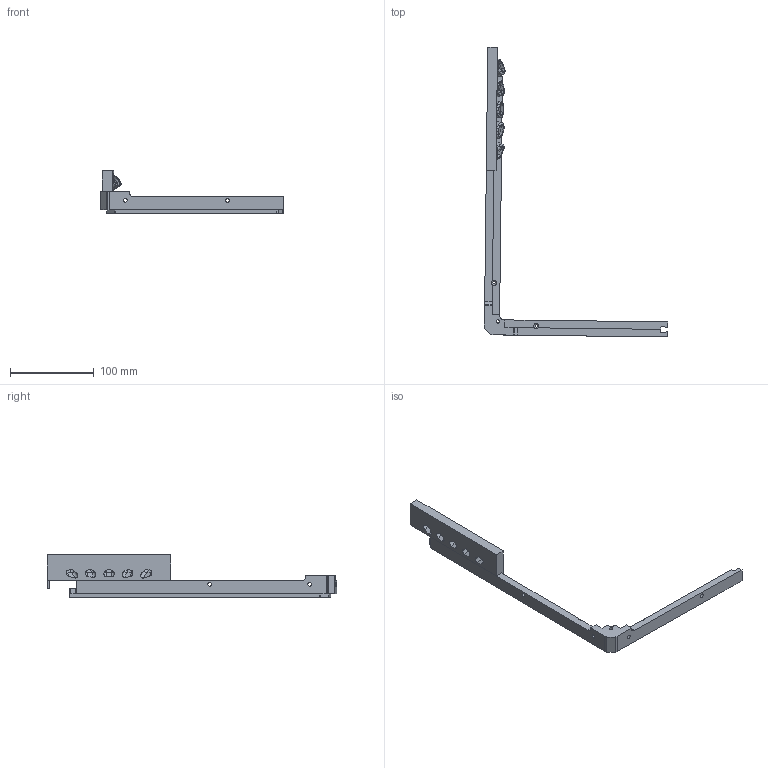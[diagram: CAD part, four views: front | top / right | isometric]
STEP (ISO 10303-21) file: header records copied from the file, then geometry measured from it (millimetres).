
FILE_DESCRIPTION(('HOOPS Exchange Step'),'2;1');
FILE_NAME('temp_export','2024-09-22T18:59:49-05:00',('Mattflix'),('Shapr3D Limited'),'HOOPS Exchange 2024.2','Shapr3D','Authorized');
FILE_SCHEMA( ('AP242_MANAGED_MODEL_BASED_3D_ENGINEERING_MIM_LF {1 0 10303 442 1 1 4 }') );
Length unit declared in the file: millimetre
Products named in the file (4): Regular_5_tool_350mm.step; LB:3; assembly-tophat-bolted-v1.stp; root
Assembly tree (3 placements, depth 4):
  root
    assembly-tophat-bolted-v1.stp
      LB:3
        Regular_5_tool_350mm.step
Bounding box: 218.52 x 345.72 x 50.88 mm (x, y, z)
Volume: 164948.9 mm3; surface area: 58226 mm2
Topology: 1 solids, 1 shells, 328 faces, 857 edges, 539 vertices
Faces by surface type: plane 136, cylinder 113, bspline 44, cone 20, torus 15
Full cylindrical faces by diameter (mm): 3.4 x2, 4 x1, 4.5 x4
Entity records: 14732 total; most frequent: CARTESIAN_POINT 6737, ORIENTED_EDGE 1714, DIRECTION 1590, EDGE_CURVE 857, AXIS2_PLACEMENT_3D 542, VERTEX_POINT 539, VECTOR 506, LINE 506
